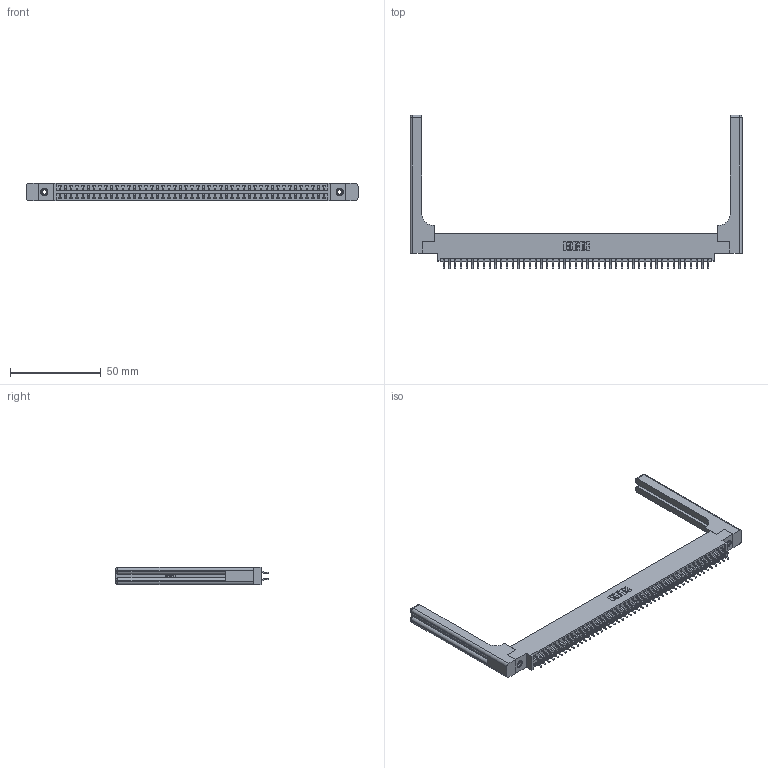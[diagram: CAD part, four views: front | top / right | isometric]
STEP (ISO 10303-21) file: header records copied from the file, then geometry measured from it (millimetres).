
FILE_DESCRIPTION (( 'STEP AP203' ), '1' );
FILE_NAME ('396-094-556-858.STEP', '2019-11-02T16:27:34', ( '' ), ( '' ), 'SwSTEP 2.0', 'SolidWorks 2016', '' );
FILE_SCHEMA (( 'CONFIG_CONTROL_DESIGN' ));
Length unit declared in the file: inch
Products named in the file (5): 346 Part_0.170 Offset - 0.156 Dia-TH; 345-292-001_556 Tail; 345-250-001_345-250-001-102; 346-220-058_345-220-058; 396-094-556-858
Assembly tree (99 placements, depth 2):
  396-094-556-858
    346 Part_0.170 Offset - 0.156 Dia-TH
    345-292-001_556 Tail  x94
    345-250-001_345-250-001-102  x2
    346-220-058_345-220-058  x2
Bounding box: 183.29 x 84.84 x 9.4 mm (x, y, z)
Volume: 25247.4 mm3; surface area: 29546.6 mm2
Topology: 99 solids, 99 shells, 5834 faces, 17269 edges, 11366 vertices
Faces by surface type: plane 3894, cylinder 1880, bspline 36, cone 12, sphere 8, torus 4
Entity records: 35534 total; most frequent: CARTESIAN_POINT 6873, ORIENTED_EDGE 5592, DIRECTION 5028, EDGE_CURVE 2796, LINE 2376, VECTOR 2376, VERTEX_POINT 1854, AXIS2_PLACEMENT_3D 1326
